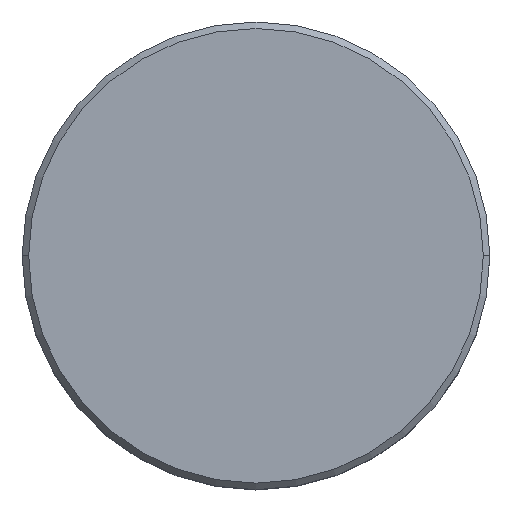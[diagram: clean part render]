
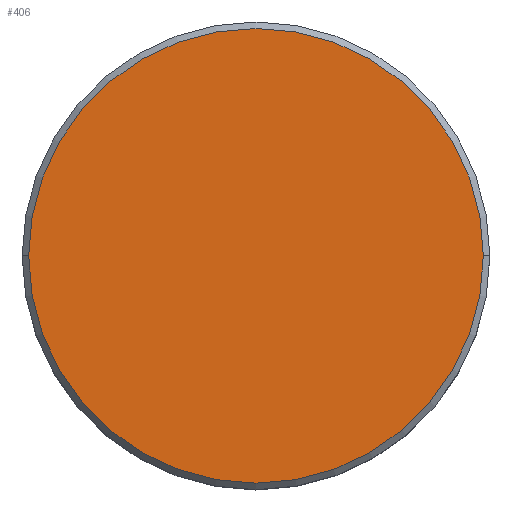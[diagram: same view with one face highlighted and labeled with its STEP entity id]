
A CAD part, top view. The second image highlights one B-rep face of the part: STEP entity #406.
In plain terms, the highlighted planar face has unit normal (0, 0, 1).
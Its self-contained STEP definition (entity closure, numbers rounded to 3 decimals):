
#13 = DIRECTION ( 'NONE',  ( 0., 0., 1. ) ) ;
#17 = AXIS2_PLACEMENT_3D ( 'NONE', #157, #258, #150 ) ;
#24 = AXIS2_PLACEMENT_3D ( 'NONE', #238, #385, #346 ) ;
#52 = FACE_OUTER_BOUND ( 'NONE', #230, .T. ) ;
#73 = EDGE_CURVE ( 'NONE', #217, #450, #363, .T. ) ;
#87 = CIRCLE ( 'NONE', #24, 17.5 ) ;
#89 = CARTESIAN_POINT ( 'NONE',  ( 17.5, 0., 0. ) ) ;
#95 = EDGE_CURVE ( 'NONE', #450, #217, #87, .T. ) ;
#120 = DIRECTION ( 'NONE',  ( 1., 0., 0. ) ) ;
#127 = ORIENTED_EDGE ( 'NONE', *, *, #95, .T. ) ;
#150 = DIRECTION ( 'NONE',  ( 1., 0., 0. ) ) ;
#157 = CARTESIAN_POINT ( 'NONE',  ( 0., 0., 0. ) ) ;
#217 = VERTEX_POINT ( 'NONE', #321 ) ;
#230 = EDGE_LOOP ( 'NONE', ( #412, #127 ) ) ;
#238 = CARTESIAN_POINT ( 'NONE',  ( 0., 0., 0. ) ) ;
#258 = DIRECTION ( 'NONE',  ( 0., 0., 1. ) ) ;
#293 = AXIS2_PLACEMENT_3D ( 'NONE', #328, #13, #120 ) ;
#321 = CARTESIAN_POINT ( 'NONE',  ( -17.5, 0., 0. ) ) ;
#328 = CARTESIAN_POINT ( 'NONE',  ( 0., 0., 0. ) ) ;
#346 = DIRECTION ( 'NONE',  ( 1., 0., 0. ) ) ;
#363 = CIRCLE ( 'NONE', #293, 17.5 ) ;
#385 = DIRECTION ( 'NONE',  ( 0., 0., 1. ) ) ;
#406 = ADVANCED_FACE ( 'NONE', ( #52 ), #446, .T. ) ;
#412 = ORIENTED_EDGE ( 'NONE', *, *, #73, .T. ) ;
#446 = PLANE ( 'NONE',  #17 ) ;
#450 = VERTEX_POINT ( 'NONE', #89 ) ;
